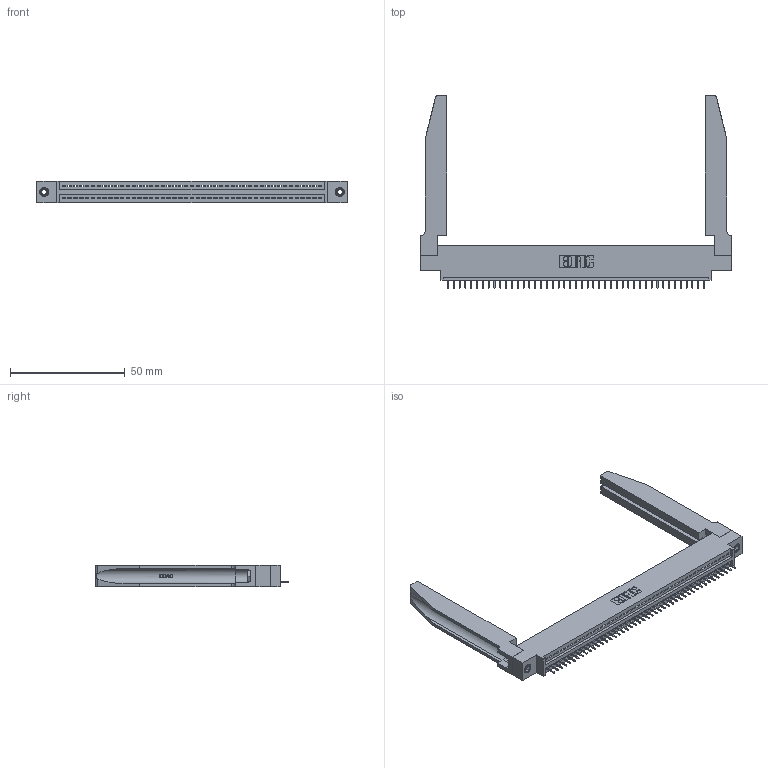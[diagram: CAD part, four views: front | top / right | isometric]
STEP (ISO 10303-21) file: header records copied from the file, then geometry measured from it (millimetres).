
FILE_DESCRIPTION (( 'STEP AP203' ), '1' );
FILE_NAME ('395-045-525-678.STEP', '2020-09-24T06:17:35', ( '' ), ( '' ), 'SwSTEP 2.0', 'SolidWorks 2020', '' );
FILE_SCHEMA (( 'CONFIG_CONTROL_DESIGN' ));
Length unit declared in the file: inch
Products named in the file (5): 345 Part_0.170 Offset - 0.156 Dia-TH; 345-220-078_345-220-078; 345-292-001_345-293-125; 395-045-525-678; 345-250-001_345-250-001-102
Assembly tree (50 placements, depth 2):
  395-045-525-678
    345 Part_0.170 Offset - 0.156 Dia-TH
    345-292-001_345-293-125  x45
    345-250-001_345-250-001-102  x2
    345-220-078_345-220-078  x2
Bounding box: 135.53 x 84 x 9.4 mm (x, y, z)
Volume: 20371.1 mm3; surface area: 23145.3 mm2
Topology: 50 solids, 50 shells, 3154 faces, 9061 edges, 5850 vertices
Faces by surface type: plane 2296, cylinder 806, bspline 36, cone 12, torus 4
Entity records: 38410 total; most frequent: CARTESIAN_POINT 7550, ORIENTED_EDGE 6426, DIRECTION 5597, EDGE_CURVE 3213, LINE 2811, VECTOR 2811, VERTEX_POINT 2132, AXIS2_PLACEMENT_3D 1393
